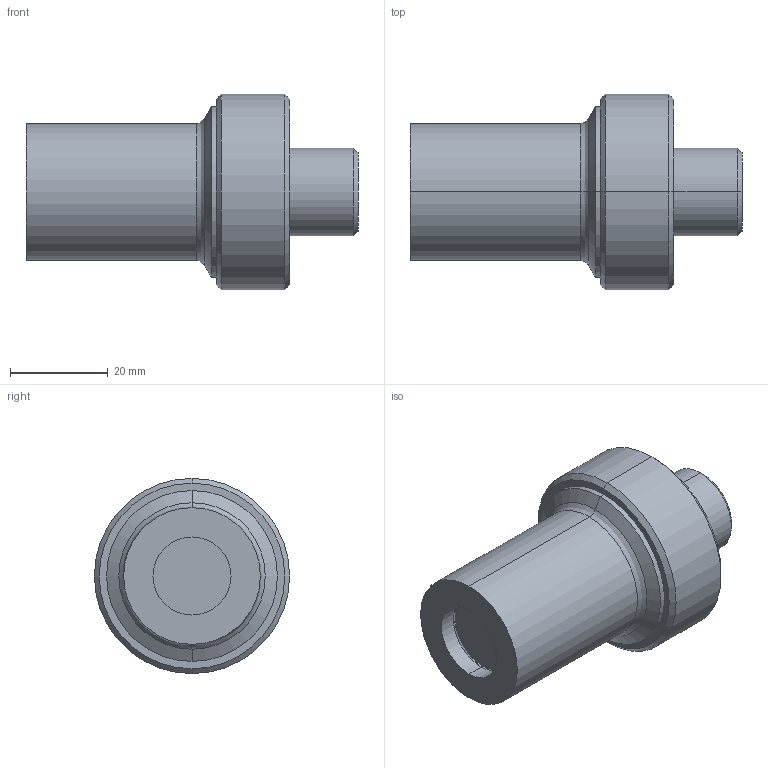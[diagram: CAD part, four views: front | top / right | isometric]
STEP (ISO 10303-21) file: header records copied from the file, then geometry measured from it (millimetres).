
FILE_DESCRIPTION( (''), '2;1');
FILE_NAME ('CAD714.5792.SG-18P_18803.stp','2016-04-22T10:47:18',(''),(''),'spGate 11.3.9','spGate','');
FILE_SCHEMA (('AUTOMOTIVE_DESIGN'));
Length unit declared in the file: millimetre
Products named in the file (6): Assembly; SG-18P-1; SG-18P-2; SG-18P-3; SG-18P-4; SG-18P-5
Assembly tree (5 placements, depth 2):
  Assembly
    SG-18P-1
    SG-18P-2
    SG-18P-3
    SG-18P-4
    SG-18P-5
Bounding box: 68 x 40 x 40 mm (x, y, z)
Volume: 45616.9 mm3; surface area: 21041.5 mm2
Topology: 5 solids, 5 shells, 59 faces, 116 edges, 66 vertices
Faces by surface type: bspline 26, cylinder 24, plane 9
Entity records: 2910 total; most frequent: CARTESIAN_POINT 677, ORIENTED_EDGE 232, DIRECTION 222, COLOUR_RGB 180, PRESENTATION_STYLE_ASSIGNMENT 180, STYLED_ITEM 180, EDGE_CURVE 116, DRAUGHTING_PRE_DEFINED_CURVE_FONT 116
